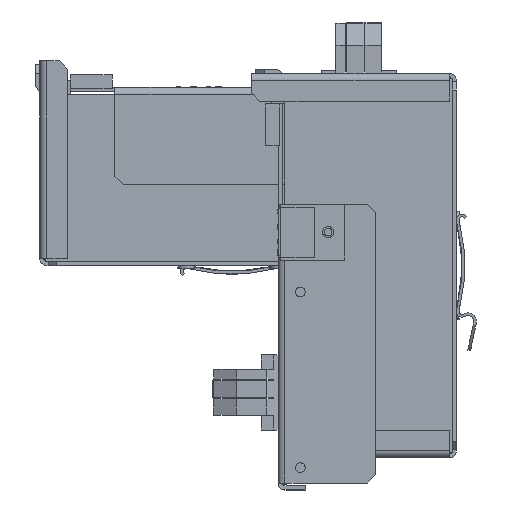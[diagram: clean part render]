
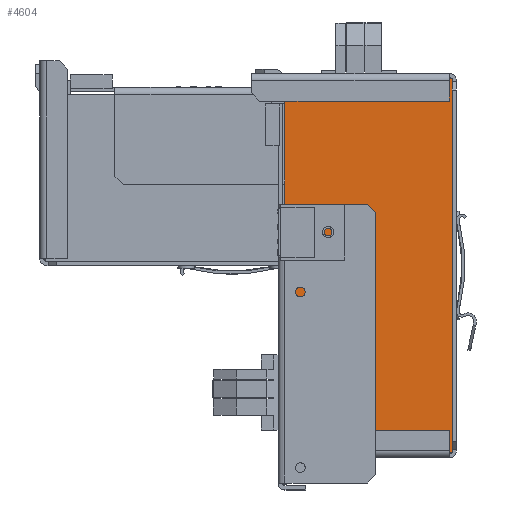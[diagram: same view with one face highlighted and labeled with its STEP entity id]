
A CAD part, left-side view. The second image highlights one B-rep face of the part: STEP entity #4604.
In plain terms, the highlighted planar face has unit normal (-1, 0, 0).
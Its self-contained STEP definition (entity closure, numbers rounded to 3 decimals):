
#2156 = EDGE_CURVE( '    LINE', #6483, #6484, #6485, .T. );
#3606 = EDGE_CURVE( '    LINE', #6483, #7606, #8699, .T. );
#4180 = EDGE_CURVE( '    LINE', #6484, #9442, #9443, .T. );
#4495 = EDGE_CURVE( '    LINE', #7606, #9442, #9839, .T. );
#4604 = ADVANCED_FACE( '    FACE', ( #9971 ), #9972, .T. );
#6483 = VERTEX_POINT( '', #12285 );
#6484 = VERTEX_POINT( '', #12286 );
#6485 = LINE( '', #12287, #12288 );
#7606 = VERTEX_POINT( '', #13949 );
#8699 = LINE( '', #15590, #15591 );
#9442 = VERTEX_POINT( '', #16757 );
#9443 = LINE( '', #16758, #16759 );
#9839 = LINE( '', #17387, #17388 );
#9971 = FACE_OUTER_BOUND( '', #17596, .T. );
#9972 = PLANE( '', #17597 );
#12285 = CARTESIAN_POINT( '', ( -67.5, 1.5, -67. ) );
#12286 = CARTESIAN_POINT( '', ( -67.5, 61.5, -67. ) );
#12287 = CARTESIAN_POINT( '', ( -67.5, 31.5, -67. ) );
#12288 = VECTOR( '', #20852, 1000. );
#13949 = CARTESIAN_POINT( '', ( -67.5, 1.5, 67. ) );
#15590 = CARTESIAN_POINT( '', ( -67.5, 1.5, 0. ) );
#15591 = VECTOR( '', #23036, 1000. );
#16757 = CARTESIAN_POINT( '', ( -67.5, 61.5, 67. ) );
#16758 = CARTESIAN_POINT( '', ( -67.5, 61.5, 0. ) );
#16759 = VECTOR( '', #23816, 1000. );
#17387 = CARTESIAN_POINT( '', ( -67.5, 31.5, 67. ) );
#17388 = VECTOR( '', #24221, 1000. );
#17596 = EDGE_LOOP( '', ( #24395, #24396, #24397, #24398 ) );
#17597 = AXIS2_PLACEMENT_3D( '', #24399, #24400, #24401 );
#20852 = DIRECTION( '', ( 0., 1., 0. ) );
#23036 = DIRECTION( '', ( 0., 0., 1. ) );
#23816 = DIRECTION( '', ( 0., 0., 1. ) );
#24221 = DIRECTION( '', ( 0., 1., 0. ) );
#24395 = ORIENTED_EDGE( '', *, *, #3606, .T. );
#24396 = ORIENTED_EDGE( '', *, *, #4495, .T. );
#24397 = ORIENTED_EDGE( '', *, *, #4180, .F. );
#24398 = ORIENTED_EDGE( '', *, *, #2156, .F. );
#24399 = CARTESIAN_POINT( '', ( -67.5, 0.3, -69.68 ) );
#24400 = DIRECTION( '', ( -1., 0., 0. ) );
#24401 = DIRECTION( '', ( 0., 0., 1. ) );
